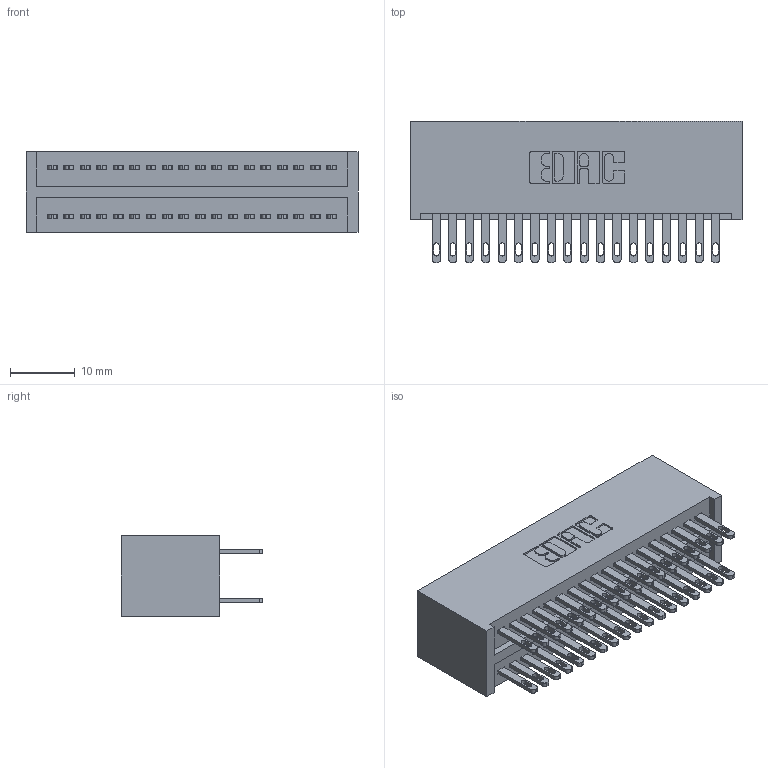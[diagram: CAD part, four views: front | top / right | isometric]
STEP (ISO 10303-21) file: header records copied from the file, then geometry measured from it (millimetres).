
FILE_DESCRIPTION (( 'STEP AP203' ), '1' );
FILE_NAME ('325-036-500-201.STEP', '2020-02-24T20:24:03', ( '' ), ( '' ), 'SwSTEP 2.0', 'SolidWorks 2016', '' );
FILE_SCHEMA (( 'CONFIG_CONTROL_DESIGN' ));
Length unit declared in the file: inch
Products named in the file (3): 325-036-500-201; 325-292-001_325-293-100; 325 Part_Lugless
Assembly tree (37 placements, depth 2):
  325-036-500-201
    325 Part_Lugless
    325-292-001_325-293-100  x36
Bounding box: 51.36 x 21.84 x 12.45 mm (x, y, z)
Volume: 7131 mm3; surface area: 9099.5 mm2
Topology: 37 solids, 37 shells, 1834 faces, 5579 edges, 3718 vertices
Faces by surface type: plane 1146, cylinder 688
Entity records: 14337 total; most frequent: CARTESIAN_POINT 2402, ORIENTED_EDGE 2338, DIRECTION 2089, EDGE_CURVE 1169, VECTOR 1045, LINE 1045, VERTEX_POINT 778, AXIS2_PLACEMENT_3D 522
